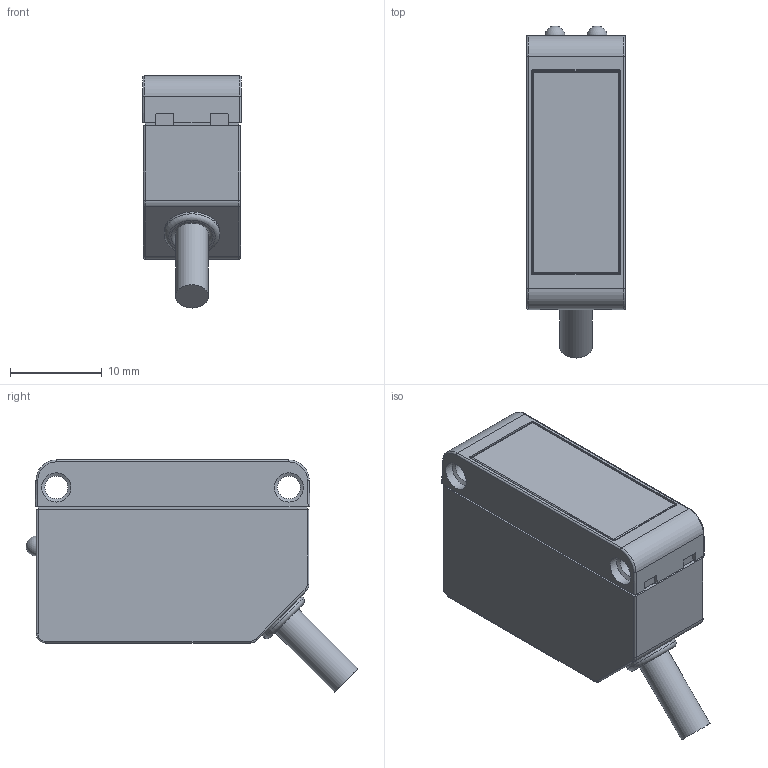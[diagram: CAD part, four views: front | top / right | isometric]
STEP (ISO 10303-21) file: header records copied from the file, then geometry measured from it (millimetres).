
FILE_DESCRIPTION(/* description */ (''),/* implementation_level */ '2;1');
FILE_NAME(/* name */ 'PD30_Teach_Cable.stp',/* time_stamp */ '2017-01-31T11:07:57+01:00',/* author */ ('tvb'),/* organization */ (''),/* preprocessor_version */ 'ST-DEVELOPER v16.1',/* originating_system */ 'Autodesk Inventor 2016',/* authorisation */ '');
FILE_SCHEMA (('AUTOMOTIVE_DESIGN { 1 0 10303 214 3 1 1 }'));
Length unit declared in the file: millimetre
Products named in the file (1): PD30_Teach_Cable
Bounding box: 10.8 x 36.24 x 25.34 mm (x, y, z)
Volume: 2602.9 mm3; surface area: 5101.9 mm2
Topology: 5 solids, 5 shells, 402 faces, 1015 edges, 645 vertices
Faces by surface type: plane 201, cylinder 123, cone 35, torus 22, sphere 16, bspline 5
Full cylindrical faces by diameter (mm): 1.8 x4, 2.2 x4, 2.5 x2, 3.2 x4, 3.6 x2, 6.1 x1, 6.5 x2, 7.5 x2
Entity records: 11636 total; most frequent: DIRECTION 2077, CARTESIAN_POINT 2017, ORIENTED_EDGE 1870, EDGE_CURVE 935, AXIS2_PLACEMENT_3D 745, VERTEX_POINT 617, LINE 587, VECTOR 587
